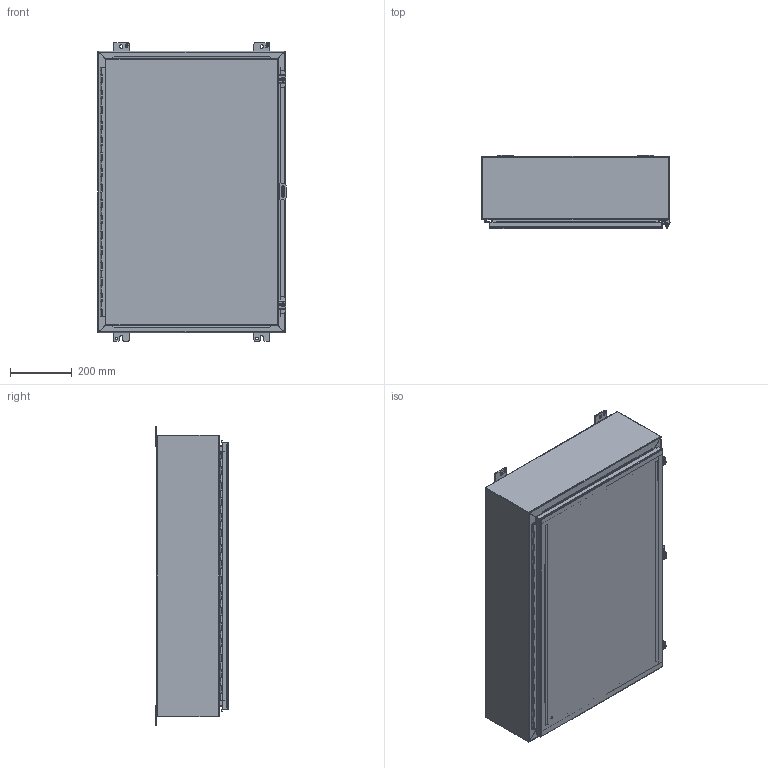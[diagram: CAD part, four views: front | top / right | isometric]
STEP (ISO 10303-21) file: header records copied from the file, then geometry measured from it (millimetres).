
FILE_DESCRIPTION (( 'STEP AP203' ), '1' );
FILE_NAME ('1418L8_Default.step', '2019-10-31T19:36:44', ( 'ADC123' ), ( 'Microsoft' ), 'SwSTEP 2.0', 'SolidWorks 2019', '' );
FILE_SCHEMA (( 'CONFIG_CONTROL_DESIGN' ));
Length unit declared in the file: inch
Products named in the file (1): 1418L8_Default
Bounding box: 612.77 x 239.7 x 971.55 mm (x, y, z)
Volume: 5066786.4 mm3; surface area: 5155975.9 mm2
Topology: 44 solids, 44 shells, 1335 faces, 3415 edges, 2202 vertices
Faces by surface type: plane 791, cylinder 460, bspline 70, cone 14
Entity records: 42938 total; most frequent: CARTESIAN_POINT 10295, ORIENTED_EDGE 6830, DIRECTION 6677, EDGE_CURVE 3415, VECTOR 2353, LINE 2353, VERTEX_POINT 2202, AXIS2_PLACEMENT_3D 2162
